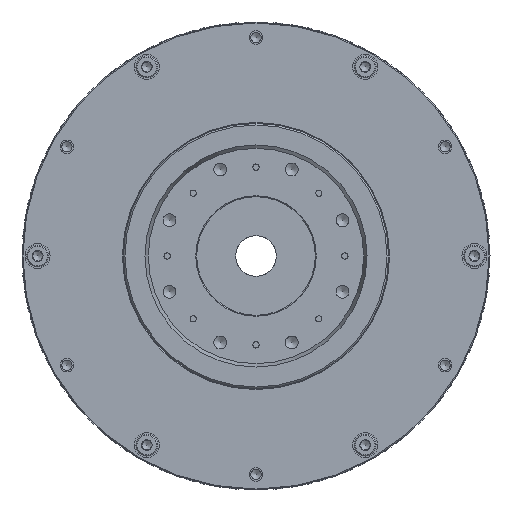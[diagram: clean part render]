
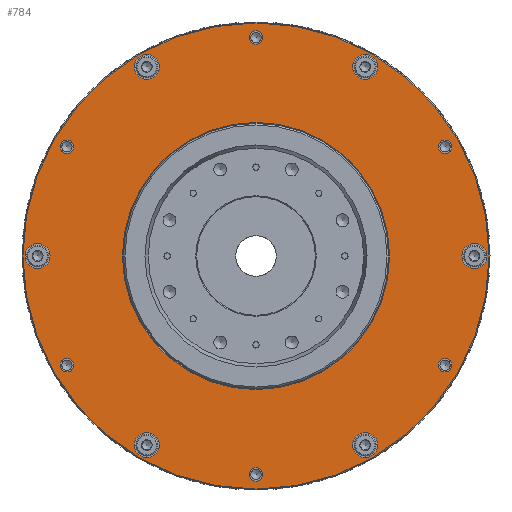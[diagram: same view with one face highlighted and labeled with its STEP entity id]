
A CAD part, left-side view. The second image highlights one B-rep face of the part: STEP entity #784.
In plain terms, the highlighted face is planar.
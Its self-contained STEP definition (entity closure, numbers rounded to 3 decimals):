
#784 = ADVANCED_FACE('',(#785,#805,#816,#827,#838,#849,#860,#871,#882,
    #893,#904,#915,#926,#937),#948,.T.);
#785 = FACE_BOUND('',#786,.T.);
#786 = EDGE_LOOP('',(#787,#798));
#787 = ORIENTED_EDGE('',*,*,#788,.T.);
#788 = EDGE_CURVE('',#789,#791,#793,.T.);
#789 = VERTEX_POINT('',#790);
#790 = CARTESIAN_POINT('',(74.7,-24.,
    0.));
#791 = VERTEX_POINT('',#792);
#792 = CARTESIAN_POINT('',(0.,-24.,74.7));
#793 = CIRCLE('',#794,74.7);
#794 = AXIS2_PLACEMENT_3D('',#795,#796,#797);
#795 = CARTESIAN_POINT('',(0.,-24.,0.));
#796 = DIRECTION('',(0.,-1.,0.));
#797 = DIRECTION('',(1.,0.,0.));
#798 = ORIENTED_EDGE('',*,*,#799,.T.);
#799 = EDGE_CURVE('',#791,#789,#800,.T.);
#800 = CIRCLE('',#801,74.7);
#801 = AXIS2_PLACEMENT_3D('',#802,#803,#804);
#802 = CARTESIAN_POINT('',(0.,-24.,0.));
#803 = DIRECTION('',(0.,-1.,0.));
#804 = DIRECTION('',(1.,0.,0.));
#805 = FACE_BOUND('',#806,.T.);
#806 = EDGE_LOOP('',(#807));
#807 = ORIENTED_EDGE('',*,*,#808,.F.);
#808 = EDGE_CURVE('',#809,#809,#811,.T.);
#809 = VERTEX_POINT('',#810);
#810 = CARTESIAN_POINT('',(70.,-24.,-2.15));
#811 = CIRCLE('',#812,2.15);
#812 = AXIS2_PLACEMENT_3D('',#813,#814,#815);
#813 = CARTESIAN_POINT('',(70.,-24.,0.));
#814 = DIRECTION('',(0.,-1.,-0.));
#815 = DIRECTION('',(0.,0.,-1.));
#816 = FACE_BOUND('',#817,.T.);
#817 = EDGE_LOOP('',(#818));
#818 = ORIENTED_EDGE('',*,*,#819,.F.);
#819 = EDGE_CURVE('',#820,#820,#822,.T.);
#820 = VERTEX_POINT('',#821);
#821 = CARTESIAN_POINT('',(-70.,-24.,-2.15));
#822 = CIRCLE('',#823,2.15);
#823 = AXIS2_PLACEMENT_3D('',#824,#825,#826);
#824 = CARTESIAN_POINT('',(-70.,-24.,0.));
#825 = DIRECTION('',(0.,-1.,-0.));
#826 = DIRECTION('',(0.,0.,-1.));
#827 = FACE_BOUND('',#828,.T.);
#828 = EDGE_LOOP('',(#829));
#829 = ORIENTED_EDGE('',*,*,#830,.F.);
#830 = EDGE_CURVE('',#831,#831,#833,.T.);
#831 = VERTEX_POINT('',#832);
#832 = CARTESIAN_POINT('',(-35.,-24.,-62.772));
#833 = CIRCLE('',#834,2.15);
#834 = AXIS2_PLACEMENT_3D('',#835,#836,#837);
#835 = CARTESIAN_POINT('',(-35.,-24.,-60.622));
#836 = DIRECTION('',(0.,-1.,-0.));
#837 = DIRECTION('',(0.,0.,-1.));
#838 = FACE_BOUND('',#839,.T.);
#839 = EDGE_LOOP('',(#840));
#840 = ORIENTED_EDGE('',*,*,#841,.F.);
#841 = EDGE_CURVE('',#842,#842,#844,.T.);
#842 = VERTEX_POINT('',#843);
#843 = CARTESIAN_POINT('',(35.,-24.,-62.772));
#844 = CIRCLE('',#845,2.15);
#845 = AXIS2_PLACEMENT_3D('',#846,#847,#848);
#846 = CARTESIAN_POINT('',(35.,-24.,-60.622));
#847 = DIRECTION('',(0.,-1.,-0.));
#848 = DIRECTION('',(0.,0.,-1.));
#849 = FACE_BOUND('',#850,.T.);
#850 = EDGE_LOOP('',(#851));
#851 = ORIENTED_EDGE('',*,*,#852,.F.);
#852 = EDGE_CURVE('',#853,#853,#855,.T.);
#853 = VERTEX_POINT('',#854);
#854 = CARTESIAN_POINT('',(35.,-24.,58.472));
#855 = CIRCLE('',#856,2.15);
#856 = AXIS2_PLACEMENT_3D('',#857,#858,#859);
#857 = CARTESIAN_POINT('',(35.,-24.,60.622));
#858 = DIRECTION('',(0.,-1.,-0.));
#859 = DIRECTION('',(0.,0.,-1.));
#860 = FACE_BOUND('',#861,.T.);
#861 = EDGE_LOOP('',(#862));
#862 = ORIENTED_EDGE('',*,*,#863,.F.);
#863 = EDGE_CURVE('',#864,#864,#866,.T.);
#864 = VERTEX_POINT('',#865);
#865 = CARTESIAN_POINT('',(-35.,-24.,58.472));
#866 = CIRCLE('',#867,2.15);
#867 = AXIS2_PLACEMENT_3D('',#868,#869,#870);
#868 = CARTESIAN_POINT('',(-35.,-24.,60.622));
#869 = DIRECTION('',(0.,-1.,-0.));
#870 = DIRECTION('',(0.,0.,-1.));
#871 = FACE_BOUND('',#872,.T.);
#872 = EDGE_LOOP('',(#873));
#873 = ORIENTED_EDGE('',*,*,#874,.F.);
#874 = EDGE_CURVE('',#875,#875,#877,.T.);
#875 = VERTEX_POINT('',#876);
#876 = CARTESIAN_POINT('',(0.,-24.,-74.));
#877 = CIRCLE('',#878,4.);
#878 = AXIS2_PLACEMENT_3D('',#879,#880,#881);
#879 = CARTESIAN_POINT('',(0.,-24.,-70.));
#880 = DIRECTION('',(0.,-1.,-0.));
#881 = DIRECTION('',(0.,0.,-1.));
#882 = FACE_BOUND('',#883,.T.);
#883 = EDGE_LOOP('',(#884));
#884 = ORIENTED_EDGE('',*,*,#885,.F.);
#885 = EDGE_CURVE('',#886,#886,#888,.T.);
#886 = VERTEX_POINT('',#887);
#887 = CARTESIAN_POINT('',(-60.622,-24.,-39.));
#888 = CIRCLE('',#889,4.);
#889 = AXIS2_PLACEMENT_3D('',#890,#891,#892);
#890 = CARTESIAN_POINT('',(-60.622,-24.,-35.));
#891 = DIRECTION('',(0.,-1.,-0.));
#892 = DIRECTION('',(0.,0.,-1.));
#893 = FACE_BOUND('',#894,.T.);
#894 = EDGE_LOOP('',(#895));
#895 = ORIENTED_EDGE('',*,*,#896,.F.);
#896 = EDGE_CURVE('',#897,#897,#899,.T.);
#897 = VERTEX_POINT('',#898);
#898 = CARTESIAN_POINT('',(-60.622,-24.,31.));
#899 = CIRCLE('',#900,4.);
#900 = AXIS2_PLACEMENT_3D('',#901,#902,#903);
#901 = CARTESIAN_POINT('',(-60.622,-24.,35.));
#902 = DIRECTION('',(0.,-1.,-0.));
#903 = DIRECTION('',(0.,0.,-1.));
#904 = FACE_BOUND('',#905,.T.);
#905 = EDGE_LOOP('',(#906));
#906 = ORIENTED_EDGE('',*,*,#907,.F.);
#907 = EDGE_CURVE('',#908,#908,#910,.T.);
#908 = VERTEX_POINT('',#909);
#909 = CARTESIAN_POINT('',(0.,-24.,66.));
#910 = CIRCLE('',#911,4.);
#911 = AXIS2_PLACEMENT_3D('',#912,#913,#914);
#912 = CARTESIAN_POINT('',(0.,-24.,70.));
#913 = DIRECTION('',(0.,-1.,-0.));
#914 = DIRECTION('',(0.,0.,-1.));
#915 = FACE_BOUND('',#916,.T.);
#916 = EDGE_LOOP('',(#917));
#917 = ORIENTED_EDGE('',*,*,#918,.F.);
#918 = EDGE_CURVE('',#919,#919,#921,.T.);
#919 = VERTEX_POINT('',#920);
#920 = CARTESIAN_POINT('',(60.622,-24.,31.));
#921 = CIRCLE('',#922,4.);
#922 = AXIS2_PLACEMENT_3D('',#923,#924,#925);
#923 = CARTESIAN_POINT('',(60.622,-24.,35.));
#924 = DIRECTION('',(0.,-1.,-0.));
#925 = DIRECTION('',(0.,0.,-1.));
#926 = FACE_BOUND('',#927,.T.);
#927 = EDGE_LOOP('',(#928));
#928 = ORIENTED_EDGE('',*,*,#929,.F.);
#929 = EDGE_CURVE('',#930,#930,#932,.T.);
#930 = VERTEX_POINT('',#931);
#931 = CARTESIAN_POINT('',(60.622,-24.,-39.));
#932 = CIRCLE('',#933,4.);
#933 = AXIS2_PLACEMENT_3D('',#934,#935,#936);
#934 = CARTESIAN_POINT('',(60.622,-24.,-35.));
#935 = DIRECTION('',(0.,-1.,-0.));
#936 = DIRECTION('',(0.,0.,-1.));
#937 = FACE_BOUND('',#938,.T.);
#938 = EDGE_LOOP('',(#939));
#939 = ORIENTED_EDGE('',*,*,#940,.F.);
#940 = EDGE_CURVE('',#941,#941,#943,.T.);
#941 = VERTEX_POINT('',#942);
#942 = CARTESIAN_POINT('',(42.8,-24.,0.));
#943 = CIRCLE('',#944,42.8);
#944 = AXIS2_PLACEMENT_3D('',#945,#946,#947);
#945 = CARTESIAN_POINT('',(0.,-24.,0.));
#946 = DIRECTION('',(0.,-1.,0.));
#947 = DIRECTION('',(1.,0.,0.));
#948 = PLANE('',#949);
#949 = AXIS2_PLACEMENT_3D('',#950,#951,#952);
#950 = CARTESIAN_POINT('',(0.,-24.,0.));
#951 = DIRECTION('',(0.,-1.,0.));
#952 = DIRECTION('',(-1.,0.,0.));
